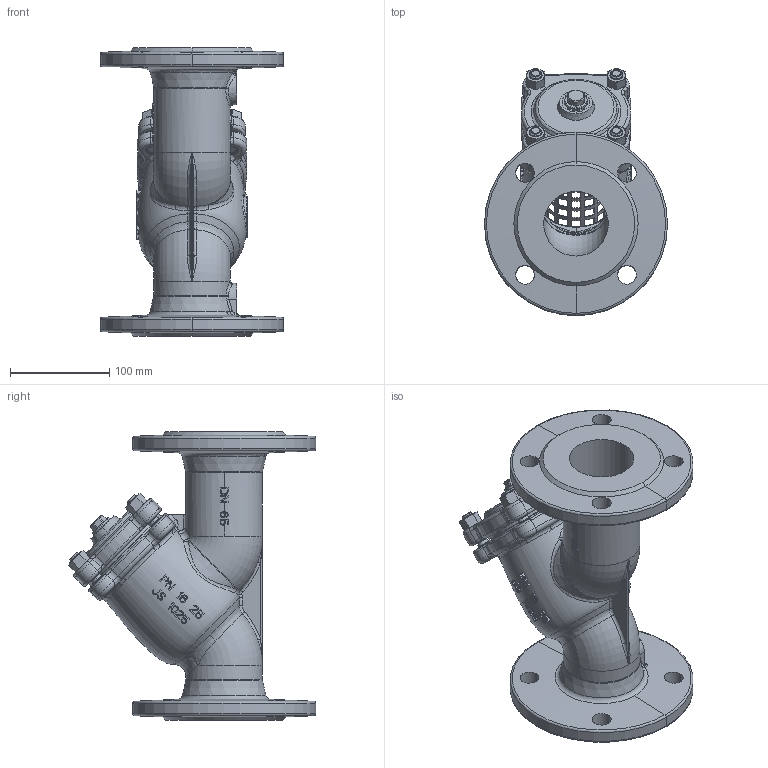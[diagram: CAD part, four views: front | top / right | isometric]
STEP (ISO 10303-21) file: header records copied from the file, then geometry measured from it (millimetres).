
FILE_DESCRIPTION((''),'2;1');
FILE_NAME('LOVILEC_DN65_PN10_16_CEP','2015-03-31T',('u317927'),('Danfoss'),'PRO/ENGINEER BY PARAMETRIC TECHNOLOGY CORPORATION, 2014000','PRO/ENGINEER BY PARAMETRIC TECHNOLOGY CORPORATION, 2014000','');
FILE_SCHEMA(('CONFIG_CONTROL_DESIGN'));
Products named in the file (1): LOVILEC_DN65_PN10_16_CEP
Bounding box: 184 x 248.56 x 290 mm (x, y, z)
Volume: 1616572.5 mm3; surface area: 370810.3 mm2
Topology: 1 solids, 14 shells, 1690 faces, 4704 edges, 3040 vertices
Faces by surface type: plane 1147, cylinder 200, cone 147, bspline 95, torus 87, sphere 8, revolution 6
Entity records: 61272 total; most frequent: CARTESIAN_POINT 18514, ORIENTED_EDGE 9356, DIRECTION 8240, EDGE_CURVE 4704, VERTEX_POINT 3040, AXIS2_PLACEMENT_3D 2873, VECTOR 2488, LINE 2488
